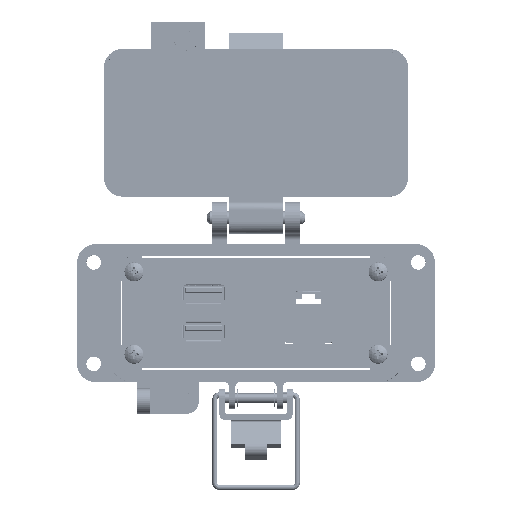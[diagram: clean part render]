
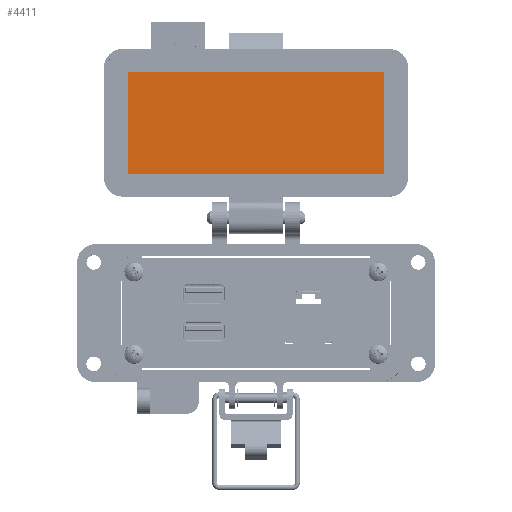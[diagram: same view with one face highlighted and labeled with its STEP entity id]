
A CAD part, top view. The second image highlights one B-rep face of the part: STEP entity #4411.
In plain terms, the highlighted planar face has unit normal (0, 0, 1).
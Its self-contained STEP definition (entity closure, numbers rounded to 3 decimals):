
#4411 = ADVANCED_FACE ( 'NONE', ( #41536 ), #43739, .T. ) ;
#5616 = DIRECTION ( 'NONE',  ( 0., 1., 0. ) ) ;
#6156 = EDGE_CURVE ( 'NONE', #16316, #13958, #28790, .T. ) ;
#7984 = VERTEX_POINT ( 'NONE', #47092 ) ;
#8705 = VECTOR ( 'NONE', #5616, 1000. ) ;
#9018 = CARTESIAN_POINT ( 'NONE',  ( 42., 51.154, -25.55 ) ) ;
#9542 = ORIENTED_EDGE ( 'NONE', *, *, #66688, .F. ) ;
#13958 = VERTEX_POINT ( 'NONE', #46512 ) ;
#16316 = VERTEX_POINT ( 'NONE', #87767 ) ;
#19897 = CARTESIAN_POINT ( 'NONE',  ( -8.5, 83.154, -25.55 ) ) ;
#24296 = LINE ( 'NONE', #19897, #61998 ) ;
#24854 = CARTESIAN_POINT ( 'NONE',  ( 40.25, 67.154, -25.55 ) ) ;
#27322 = CARTESIAN_POINT ( 'NONE',  ( -40.25, 67.154, -25.55 ) ) ;
#27446 = DIRECTION ( 'NONE',  ( 1., 0., 0. ) ) ;
#28790 = LINE ( 'NONE', #27322, #8705 ) ;
#35819 = CARTESIAN_POINT ( 'NONE',  ( 40.25, 83.154, -25.55 ) ) ;
#38553 = ORIENTED_EDGE ( 'NONE', *, *, #90971, .F. ) ;
#39210 = ORIENTED_EDGE ( 'NONE', *, *, #6156, .F. ) ;
#41017 = ORIENTED_EDGE ( 'NONE', *, *, #55166, .F. ) ;
#41536 = FACE_OUTER_BOUND ( 'NONE', #68089, .T. ) ;
#43739 = PLANE ( 'NONE',  #70032 ) ;
#46512 = CARTESIAN_POINT ( 'NONE',  ( -40.25, 83.154, -25.55 ) ) ;
#47092 = CARTESIAN_POINT ( 'NONE',  ( 40.25, 51.154, -25.55 ) ) ;
#50629 = DIRECTION ( 'NONE',  ( 0., -1., 0. ) ) ;
#55166 = EDGE_CURVE ( 'NONE', #7984, #16316, #81773, .T. ) ;
#56270 = LINE ( 'NONE', #24854, #58652 ) ;
#56605 = CARTESIAN_POINT ( 'NONE',  ( -8.5, 67.154, -25.55 ) ) ;
#57034 = VECTOR ( 'NONE', #61765, 1000. ) ;
#58652 = VECTOR ( 'NONE', #77431, 1000. ) ;
#61311 = VERTEX_POINT ( 'NONE', #35819 ) ;
#61765 = DIRECTION ( 'NONE',  ( -1., 0., 0. ) ) ;
#61998 = VECTOR ( 'NONE', #27446, 1000. ) ;
#66688 = EDGE_CURVE ( 'NONE', #61311, #7984, #56270, .T. ) ;
#68089 = EDGE_LOOP ( 'NONE', ( #38553, #39210, #41017, #9542 ) ) ;
#70032 = AXIS2_PLACEMENT_3D ( 'NONE', #56605, #96160, #50629 ) ;
#77431 = DIRECTION ( 'NONE',  ( 0., -1., 0. ) ) ;
#81773 = LINE ( 'NONE', #9018, #57034 ) ;
#87767 = CARTESIAN_POINT ( 'NONE',  ( -40.25, 51.154, -25.55 ) ) ;
#90971 = EDGE_CURVE ( 'NONE', #13958, #61311, #24296, .T. ) ;
#96160 = DIRECTION ( 'NONE',  ( 0., 0., 1. ) ) ;
